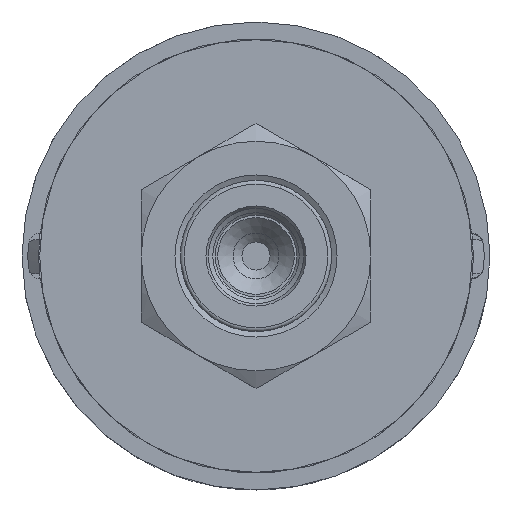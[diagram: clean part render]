
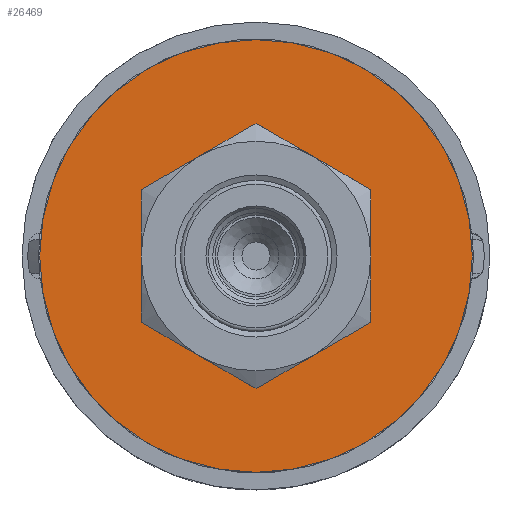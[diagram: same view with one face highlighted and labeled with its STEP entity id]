
A CAD part, front view. The second image highlights one B-rep face of the part: STEP entity #26469.
In plain terms, the highlighted planar face has unit normal (0, -1, 0).
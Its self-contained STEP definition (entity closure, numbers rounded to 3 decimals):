
#26214=CARTESIAN_POINT('',(36.555,86.568,-52.253));
#26215=VERTEX_POINT('',#26214);
#26216=CARTESIAN_POINT('',(36.555,86.568,-26.828));
#26217=DIRECTION('',(0.,1.0,0.));
#26218=DIRECTION('',(0.,0.,-1.0));
#26219=AXIS2_PLACEMENT_3D('',#26216,#26217,#26218);
#26220=CIRCLE('',#26219,25.425);
#26221=EDGE_CURVE('',#26215,#26215,#26220,.T.);
#26435=CARTESIAN_POINT('',(36.555,86.568,-33.228));
#26436=VERTEX_POINT('',#26435);
#26437=CARTESIAN_POINT('',(36.555,86.568,-26.828));
#26438=DIRECTION('',(0.,1.0,0.));
#26439=DIRECTION('',(0.,0.,-1.0));
#26440=AXIS2_PLACEMENT_3D('',#26437,#26438,#26439);
#26441=CIRCLE('',#26440,6.4);
#26442=EDGE_CURVE('',#26436,#26436,#26441,.T.);
#26458=CARTESIAN_POINT('',(36.555,86.568,-42.74));
#26459=DIRECTION('',(0.0,-1.0,0.0));
#26460=DIRECTION('',(1.0,0.0,0.));
#26461=AXIS2_PLACEMENT_3D('',#26458,#26459,#26460);
#26462=PLANE('',#26461);
#26463=ORIENTED_EDGE('',*,*,#26221,.F.);
#26464=EDGE_LOOP('',(#26463));
#26465=FACE_OUTER_BOUND('',#26464,.T.);
#26466=ORIENTED_EDGE('',*,*,#26442,.T.);
#26467=EDGE_LOOP('',(#26466));
#26468=FACE_BOUND('',#26467,.T.);
#26469=ADVANCED_FACE('',(#26465,#26468),#26462,.T.);
